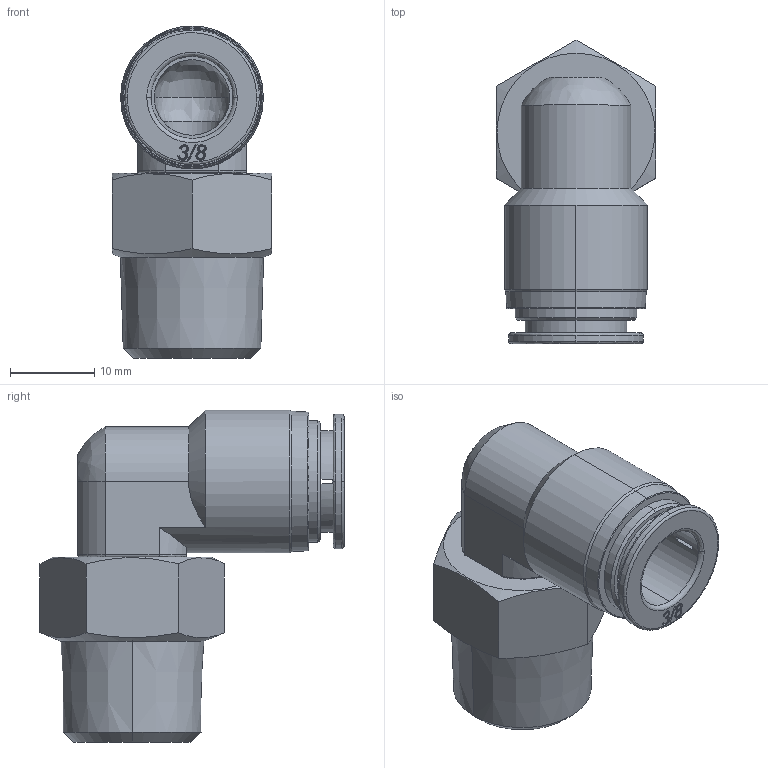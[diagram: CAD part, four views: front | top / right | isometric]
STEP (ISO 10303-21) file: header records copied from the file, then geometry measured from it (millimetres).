
FILE_DESCRIPTION (( 'STEP AP214' ), '1' );
FILE_NAME ('ME38-38N-SS.step', '2018-03-13T19:24:16', ( '' ), ( '' ), 'SwSTEP 2.0', 'SolidWorks 2017', '' );
FILE_SCHEMA (( 'AUTOMOTIVE_DESIGN' ));
Length unit declared in the file: inch
Products named in the file (1): ME38-38N-SS
Bounding box: 19 x 36.17 x 39.5 mm (x, y, z)
Volume: 8639.3 mm3; surface area: 5794.7 mm2
Topology: 2 solids, 2 shells, 140 faces, 354 edges, 224 vertices
Faces by surface type: bspline 51, plane 39, cylinder 29, cone 21
Entity records: 5598 total; most frequent: CARTESIAN_POINT 2564, ORIENTED_EDGE 700, DIRECTION 486, EDGE_CURVE 350, VERTEX_POINT 224, AXIS2_PLACEMENT_3D 190, EDGE_LOOP 158, FACE_OUTER_BOUND 140
